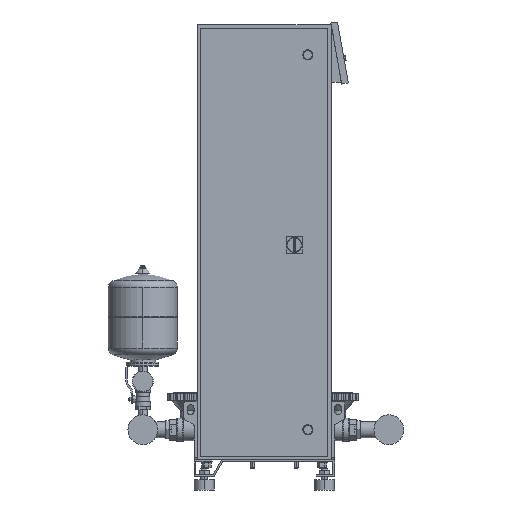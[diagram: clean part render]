
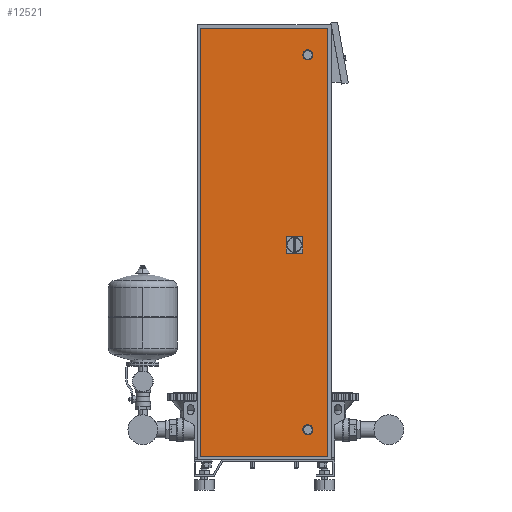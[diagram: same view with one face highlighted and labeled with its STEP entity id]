
A CAD part, left-side view. The second image highlights one B-rep face of the part: STEP entity #12521.
In plain terms, the highlighted free-form (B-spline) face has degree [1, 1] with [2, 2] control points.
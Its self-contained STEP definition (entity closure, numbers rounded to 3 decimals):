
#12154=CARTESIAN_POINT('',(-300.0,-130.0,1285.0));
#12155=VERTEX_POINT('',#12154);
#12171=CARTESIAN_POINT('',(-300.0,-130.0,1315.0));
#12172=VERTEX_POINT('',#12171);
#12179=CARTESIAN_POINT('',(-300.0,-130.0,1300.0));
#12180=DIRECTION('',(1.0,0.0,0.0));
#12181=DIRECTION('',(0.0,0.0,-1.0));
#12182=AXIS2_PLACEMENT_3D('',#12179,#12180,#12181);
#12183=CIRCLE('',#12182,15.0);
#12184=EDGE_CURVE('',#12155,#12172,#12183,.T.);
#12278=CARTESIAN_POINT('',(-300.0,-130.0,165.0));
#12279=VERTEX_POINT('',#12278);
#12295=CARTESIAN_POINT('',(-300.0,-130.0,195.0));
#12296=VERTEX_POINT('',#12295);
#12303=CARTESIAN_POINT('',(-300.0,-130.0,180.0));
#12304=DIRECTION('',(1.0,0.0,0.0));
#12305=DIRECTION('',(0.0,0.0,-1.0));
#12306=AXIS2_PLACEMENT_3D('',#12303,#12304,#12305);
#12307=CIRCLE('',#12306,15.0);
#12308=EDGE_CURVE('',#12279,#12296,#12307,.T.);
#12377=CARTESIAN_POINT('',(-300.0,-130.0,180.0));
#12378=DIRECTION('',(1.0,0.0,0.0));
#12379=DIRECTION('',(0.0,0.0,-1.0));
#12380=AXIS2_PLACEMENT_3D('',#12377,#12378,#12379);
#12381=CIRCLE('',#12380,15.0);
#12382=EDGE_CURVE('',#12296,#12279,#12381,.T.);
#12442=CARTESIAN_POINT('',(-300.0,190.0,100.0));
#12443=VERTEX_POINT('',#12442);
#12444=CARTESIAN_POINT('',(-300.0,-190.0,100.0));
#12445=VERTEX_POINT('',#12444);
#12446=CARTESIAN_POINT('',(-300.0,190.0,100.0));
#12447=DIRECTION('',(0.0,-1.0,0.0));
#12448=VECTOR('',#12447,380.0);
#12449=LINE('',#12446,#12448);
#12450=EDGE_CURVE('',#12443,#12445,#12449,.T.);
#12477=CARTESIAN_POINT('',(-300.0,190.0,1380.0));
#12478=CARTESIAN_POINT('',(-300.0,190.0,100.0));
#12479=CARTESIAN_POINT('',(-300.,-190.0,1380.0));
#12480=CARTESIAN_POINT('',(-300.0,-190.0,100.0));
#12481=B_SPLINE_SURFACE_WITH_KNOTS('',1,1,((#12477,#12479),(#12478,#12480)),.UNSPECIFIED.,.F.,.F.,.U.,(2,2),(2,2),(0.0,1280.0),(0.0,380.0),.UNSPECIFIED.);
#12482=CARTESIAN_POINT('',(-300.0,-190.0,1380.0));
#12483=VERTEX_POINT('',#12482);
#12484=CARTESIAN_POINT('',(-300.0,-190.0,100.0));
#12485=DIRECTION('',(0.0,0.0,1.0));
#12486=VECTOR('',#12485,1280.0);
#12487=LINE('',#12484,#12486);
#12488=EDGE_CURVE('',#12445,#12483,#12487,.T.);
#12489=ORIENTED_EDGE('',*,*,#12488,.T.);
#12490=CARTESIAN_POINT('',(-300.0,190.,1380.0));
#12491=VERTEX_POINT('',#12490);
#12492=CARTESIAN_POINT('',(-300.0,-190.0,1380.0));
#12493=DIRECTION('',(0.0,1.0,0.0));
#12494=VECTOR('',#12493,380.);
#12495=LINE('',#12492,#12494);
#12496=EDGE_CURVE('',#12483,#12491,#12495,.T.);
#12497=ORIENTED_EDGE('',*,*,#12496,.T.);
#12498=CARTESIAN_POINT('',(-300.0,190.,1380.0));
#12499=DIRECTION('',(0.0,0.0,-1.0));
#12500=VECTOR('',#12499,1280.0);
#12501=LINE('',#12498,#12500);
#12502=EDGE_CURVE('',#12491,#12443,#12501,.T.);
#12503=ORIENTED_EDGE('',*,*,#12502,.T.);
#12504=ORIENTED_EDGE('',*,*,#12450,.T.);
#12505=EDGE_LOOP('',(#12489,#12497,#12503,#12504));
#12506=FACE_OUTER_BOUND('',#12505,.T.);
#12507=ORIENTED_EDGE('',*,*,#12382,.T.);
#12508=ORIENTED_EDGE('',*,*,#12308,.T.);
#12509=EDGE_LOOP('',(#12507,#12508));
#12510=FACE_BOUND('',#12509,.T.);
#12511=CARTESIAN_POINT('',(-300.0,-130.0,1300.0));
#12512=DIRECTION('',(1.0,0.0,0.0));
#12513=DIRECTION('',(0.0,0.0,-1.0));
#12514=AXIS2_PLACEMENT_3D('',#12511,#12512,#12513);
#12515=CIRCLE('',#12514,15.0);
#12516=EDGE_CURVE('',#12172,#12155,#12515,.T.);
#12517=ORIENTED_EDGE('',*,*,#12516,.T.);
#12518=ORIENTED_EDGE('',*,*,#12184,.T.);
#12519=EDGE_LOOP('',(#12517,#12518));
#12520=FACE_BOUND('',#12519,.T.);
#12521=ADVANCED_FACE('',(#12506,#12510,#12520),#12481,.T.);
